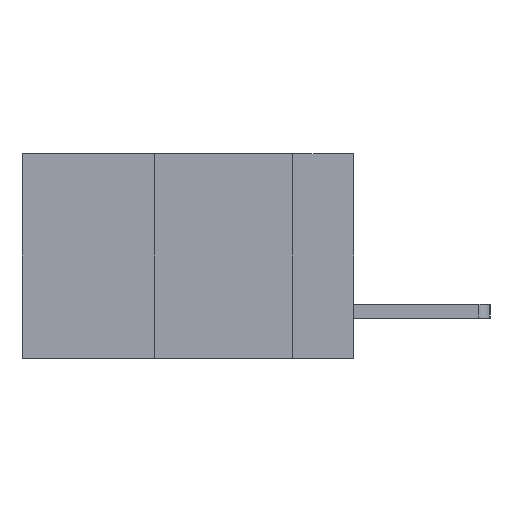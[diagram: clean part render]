
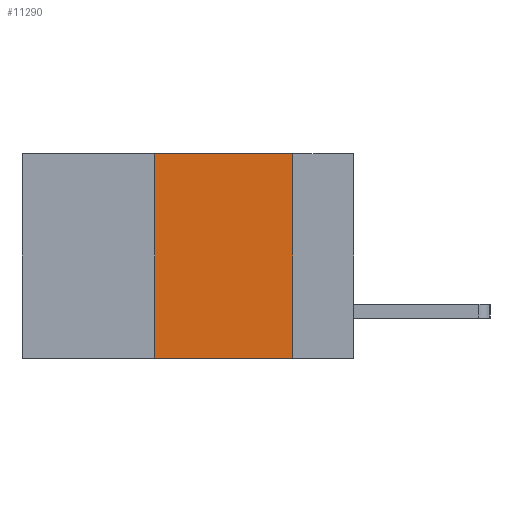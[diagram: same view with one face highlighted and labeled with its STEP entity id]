
A CAD part, left-side view. The second image highlights one B-rep face of the part: STEP entity #11290.
In plain terms, the highlighted planar face has unit normal (-1, 0, 0).
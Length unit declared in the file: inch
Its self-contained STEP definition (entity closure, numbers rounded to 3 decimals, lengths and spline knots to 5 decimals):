
#2 = FACE_OUTER_BOUND ( 'NONE', #3125, .T. ) ;
#135 = ORIENTED_EDGE ( 'NONE', *, *, #10529, .T. ) ;
#239 = VECTOR ( 'NONE', #13190, 39.37008 ) ;
#401 = CARTESIAN_POINT ( 'NONE',  ( 0., 0.36, -0.37 ) ) ;
#534 = LINE ( 'NONE', #13271, #10859 ) ;
#619 = CARTESIAN_POINT ( 'NONE',  ( 0., 0.36, 0. ) ) ;
#1109 = DIRECTION ( 'NONE',  ( 0., 0., -1. ) ) ;
#1662 = VERTEX_POINT ( 'NONE', #5450 ) ;
#2156 = DIRECTION ( 'NONE',  ( 0., 0., -1. ) ) ;
#2282 = ORIENTED_EDGE ( 'NONE', *, *, #6772, .F. ) ;
#2837 = EDGE_CURVE ( 'NONE', #7726, #8522, #11783, .T. ) ;
#2999 = VERTEX_POINT ( 'NONE', #401 ) ;
#3125 = EDGE_LOOP ( 'NONE', ( #12484, #2282, #11271, #135 ) ) ;
#4138 = CARTESIAN_POINT ( 'NONE',  ( 0., 0.11, -0.37 ) ) ;
#4330 = EDGE_CURVE ( 'NONE', #2999, #1662, #4892, .T. ) ;
#4710 = AXIS2_PLACEMENT_3D ( 'NONE', #5523, #12695, #2156 ) ;
#4727 = DIRECTION ( 'NONE',  ( 0., -1., 0. ) ) ;
#4892 = LINE ( 'NONE', #619, #13106 ) ;
#5450 = CARTESIAN_POINT ( 'NONE',  ( 0., 0.36, 0. ) ) ;
#5523 = CARTESIAN_POINT ( 'NONE',  ( 0., 0.6, 0. ) ) ;
#6488 = CARTESIAN_POINT ( 'NONE',  ( 0., 0.11, 0. ) ) ;
#6772 = EDGE_CURVE ( 'NONE', #1662, #7726, #534, .T. ) ;
#6843 = DIRECTION ( 'NONE',  ( 0., 0., 1. ) ) ;
#7014 = LINE ( 'NONE', #12158, #239 ) ;
#7726 = VERTEX_POINT ( 'NONE', #11708 ) ;
#8522 = VERTEX_POINT ( 'NONE', #4138 ) ;
#10529 = EDGE_CURVE ( 'NONE', #2999, #8522, #7014, .T. ) ;
#10859 = VECTOR ( 'NONE', #4727, 39.37008 ) ;
#11271 = ORIENTED_EDGE ( 'NONE', *, *, #4330, .F. ) ;
#11290 = ADVANCED_FACE ( 'NONE', ( #2 ), #11715, .F. ) ;
#11708 = CARTESIAN_POINT ( 'NONE',  ( 0., 0.11, 0. ) ) ;
#11715 = PLANE ( 'NONE',  #4710 ) ;
#11783 = LINE ( 'NONE', #6488, #12649 ) ;
#12158 = CARTESIAN_POINT ( 'NONE',  ( 0., 0.6, -0.37 ) ) ;
#12484 = ORIENTED_EDGE ( 'NONE', *, *, #2837, .F. ) ;
#12649 = VECTOR ( 'NONE', #1109, 39.37008 ) ;
#12695 = DIRECTION ( 'NONE',  ( 1., 0., 0. ) ) ;
#13106 = VECTOR ( 'NONE', #6843, 39.37008 ) ;
#13190 = DIRECTION ( 'NONE',  ( 0., -1., 0. ) ) ;
#13271 = CARTESIAN_POINT ( 'NONE',  ( 0., 0.6, 0. ) ) ;
